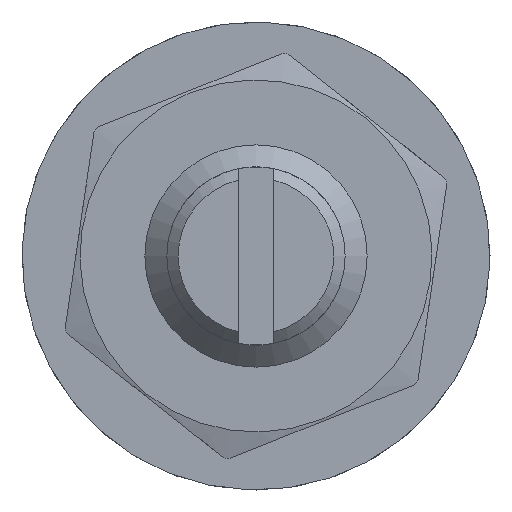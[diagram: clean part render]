
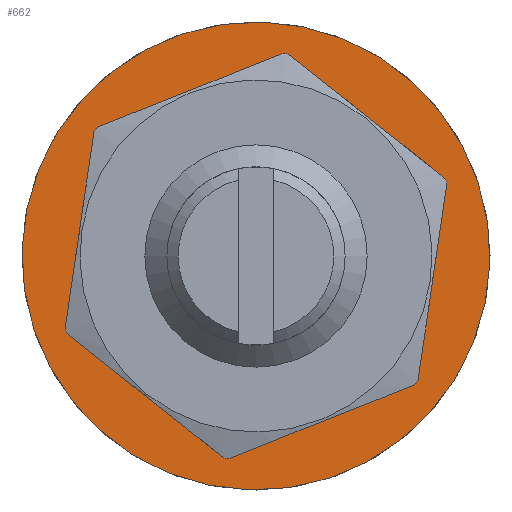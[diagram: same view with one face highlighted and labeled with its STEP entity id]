
A CAD part, left-side view. The second image highlights one B-rep face of the part: STEP entity #662.
In plain terms, the highlighted planar face has unit normal (-1, 0, 0).
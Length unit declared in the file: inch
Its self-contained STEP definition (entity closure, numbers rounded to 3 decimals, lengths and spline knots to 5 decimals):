
#57=PLANE('',#782);
#81=FACE_BOUND('',#172,.T.);
#129=FACE_OUTER_BOUND('',#171,.T.);
#171=EDGE_LOOP('',(#610));
#172=EDGE_LOOP('',(#611));
#276=CIRCLE('',#777,0.20669);
#279=CIRCLE('',#781,0.41339);
#337=VERTEX_POINT('',#1214);
#340=VERTEX_POINT('',#1222);
#426=EDGE_CURVE('',#337,#337,#276,.T.);
#431=EDGE_CURVE('',#340,#340,#279,.T.);
#610=ORIENTED_EDGE('',*,*,#431,.F.);
#611=ORIENTED_EDGE('',*,*,#426,.T.);
#662=ADVANCED_FACE('',(#129,#81),#57,.F.);
#777=AXIS2_PLACEMENT_3D('',#1215,#971,#972);
#781=AXIS2_PLACEMENT_3D('',#1224,#981,#982);
#782=AXIS2_PLACEMENT_3D('',#1225,#983,#984);
#971=DIRECTION('center_axis',(1.,0.,0.));
#972=DIRECTION('ref_axis',(0.,0.,-1.));
#981=DIRECTION('center_axis',(1.,0.,0.));
#982=DIRECTION('ref_axis',(0.,0.,-1.));
#983=DIRECTION('center_axis',(1.,0.,0.));
#984=DIRECTION('ref_axis',(0.,0.,-1.));
#1214=CARTESIAN_POINT('',(-0.07874,0.,0.20669));
#1215=CARTESIAN_POINT('Origin',(-0.07874,0.,0.));
#1222=CARTESIAN_POINT('',(-0.07874,0.,0.41339));
#1224=CARTESIAN_POINT('Origin',(-0.07874,0.,0.));
#1225=CARTESIAN_POINT('Origin',(-0.07874,0.,0.));
